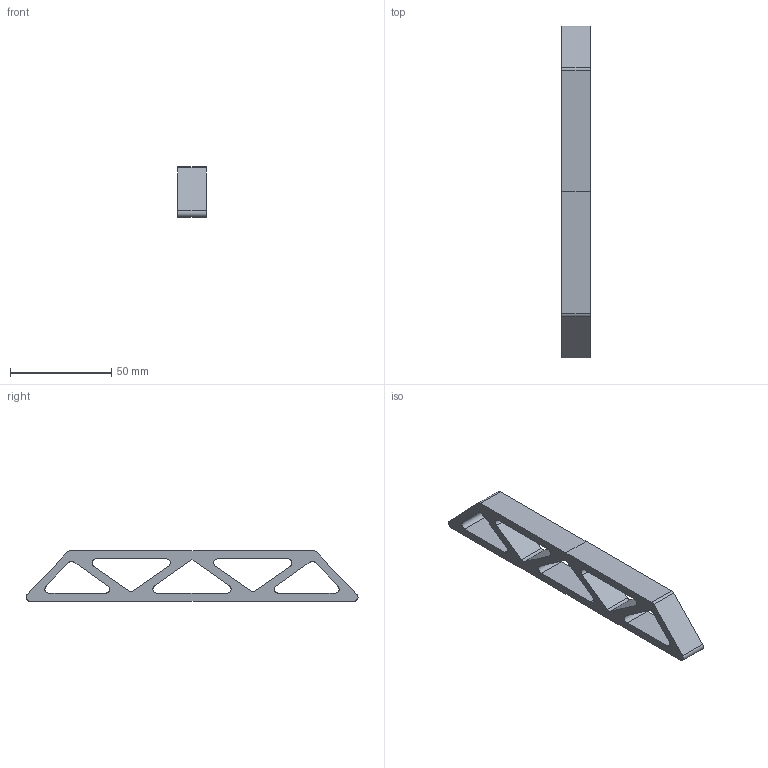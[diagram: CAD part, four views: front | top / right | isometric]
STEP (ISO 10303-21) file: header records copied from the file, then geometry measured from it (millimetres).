
FILE_DESCRIPTION(/* description */ (''),/* implementation_level */ '2;1');
FILE_NAME(/* name */ '304 Beam v25.step',/* time_stamp */ '2022-04-01T15:17:38-04:00',/* author */ (''),/* organization */ (''),/* preprocessor_version */ 'ST-DEVELOPER v18.1',/* originating_system */ 'Autodesk Translation Framework v10.14.0.1471',/* authorisation */ '');
FILE_SCHEMA (('AUTOMOTIVE_DESIGN { 1 0 10303 214 3 1 1 }'));
Length unit declared in the file: millimetre
Products named in the file (2): 304 Beam; Truss Half
Assembly tree (1 placements, depth 2):
  304 Beam
    Truss Half
Bounding box: 14 x 163.99 x 25 mm (x, y, z)
Volume: 26422.1 mm3; surface area: 14607.6 mm2
Topology: 1 solids, 1 shells, 43 faces, 123 edges, 82 vertices
Faces by surface type: plane 25, cylinder 18
Entity records: 1493 total; most frequent: DIRECTION 251, CARTESIAN_POINT 251, ORIENTED_EDGE 246, EDGE_CURVE 123, LINE 87, VECTOR 87, VERTEX_POINT 82, AXIS2_PLACEMENT_3D 82
